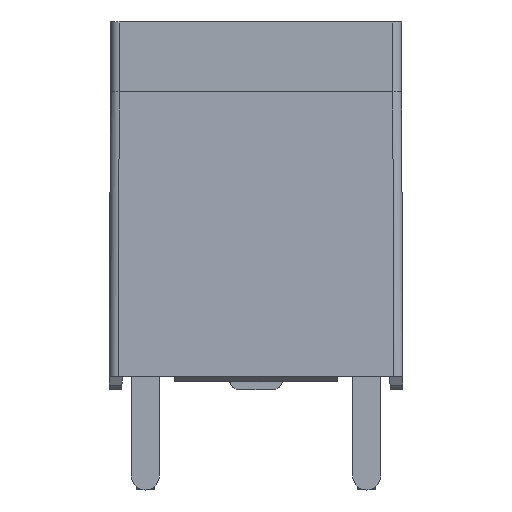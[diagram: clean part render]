
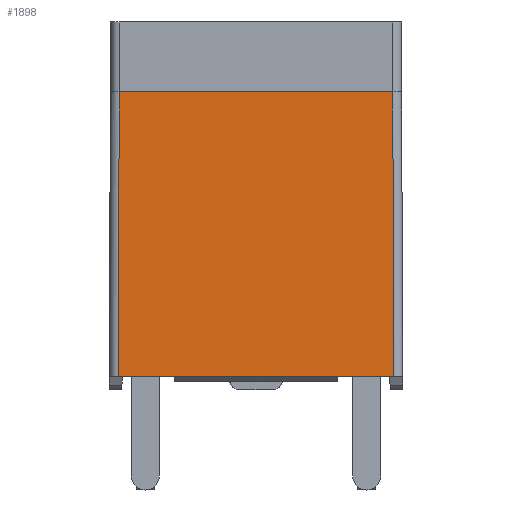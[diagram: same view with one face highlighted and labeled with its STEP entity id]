
A CAD part, left-side view. The second image highlights one B-rep face of the part: STEP entity #1898.
In plain terms, the highlighted planar face has unit normal (-1, 0, 0.004).
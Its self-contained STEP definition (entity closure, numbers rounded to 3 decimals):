
#121 = ORIENTED_EDGE ( 'NONE', *, *, #2398, .T. ) ;
#145 = LINE ( 'NONE', #1697, #1359 ) ;
#180 = VECTOR ( 'NONE', #999, 1000. ) ;
#199 = VERTEX_POINT ( 'NONE', #2078 ) ;
#300 = VERTEX_POINT ( 'NONE', #2086 ) ;
#395 = VECTOR ( 'NONE', #2913, 1000. ) ;
#582 = ORIENTED_EDGE ( 'NONE', *, *, #935, .F. ) ;
#625 = FACE_OUTER_BOUND ( 'NONE', #836, .T. ) ;
#753 = CARTESIAN_POINT ( 'NONE',  ( -14.19, 4.63, 9.624 ) ) ;
#836 = EDGE_LOOP ( 'NONE', ( #582, #3104, #1648, #121 ) ) ;
#840 = EDGE_CURVE ( 'NONE', #1190, #3044, #1277, .T. ) ;
#935 = EDGE_CURVE ( 'NONE', #1190, #300, #1821, .T. ) ;
#999 = DIRECTION ( 'NONE',  ( 0.004, 0.004, 1. ) ) ;
#1190 = VERTEX_POINT ( 'NONE', #2570 ) ;
#1277 = LINE ( 'NONE', #753, #395 ) ;
#1287 = PLANE ( 'NONE',  #2631 ) ;
#1323 = CARTESIAN_POINT ( 'NONE',  ( -14.232, 4.672, 0. ) ) ;
#1359 = VECTOR ( 'NONE', #2887, 1000. ) ;
#1648 = ORIENTED_EDGE ( 'NONE', *, *, #2549, .T. ) ;
#1656 = LINE ( 'NONE', #1957, #180 ) ;
#1697 = CARTESIAN_POINT ( 'NONE',  ( -14.232, 6.087, 0. ) ) ;
#1771 = DIRECTION ( 'NONE',  ( 0., -1., 0. ) ) ;
#1821 = LINE ( 'NONE', #2694, #2723 ) ;
#1898 = ADVANCED_FACE ( 'NONE', ( #625 ), #1287, .T. ) ;
#1957 = CARTESIAN_POINT ( 'NONE',  ( -14.19, -4.63, 9.677 ) ) ;
#2078 = CARTESIAN_POINT ( 'NONE',  ( -14.232, -4.672, 0. ) ) ;
#2086 = CARTESIAN_POINT ( 'NONE',  ( -14.19, -4.63, 9.63 ) ) ;
#2214 = DIRECTION ( 'NONE',  ( -1., 0., 0.004 ) ) ;
#2398 = EDGE_CURVE ( 'NONE', #199, #300, #1656, .T. ) ;
#2549 = EDGE_CURVE ( 'NONE', #3044, #199, #145, .T. ) ;
#2570 = CARTESIAN_POINT ( 'NONE',  ( -14.19, 4.63, 9.63 ) ) ;
#2631 = AXIS2_PLACEMENT_3D ( 'NONE', #2947, #2214, #2898 ) ;
#2694 = CARTESIAN_POINT ( 'NONE',  ( -14.19, 0., 9.63 ) ) ;
#2723 = VECTOR ( 'NONE', #1771, 1000. ) ;
#2887 = DIRECTION ( 'NONE',  ( 0., -1., 0. ) ) ;
#2898 = DIRECTION ( 'NONE',  ( 0.004, 0., 1. ) ) ;
#2913 = DIRECTION ( 'NONE',  ( -0.004, 0.004, -1. ) ) ;
#2947 = CARTESIAN_POINT ( 'NONE',  ( -14.19, 6.087, 9.63 ) ) ;
#3044 = VERTEX_POINT ( 'NONE', #1323 ) ;
#3104 = ORIENTED_EDGE ( 'NONE', *, *, #840, .T. ) ;
